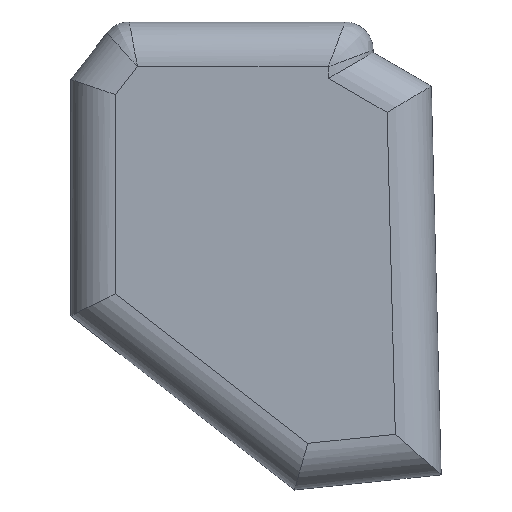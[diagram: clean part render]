
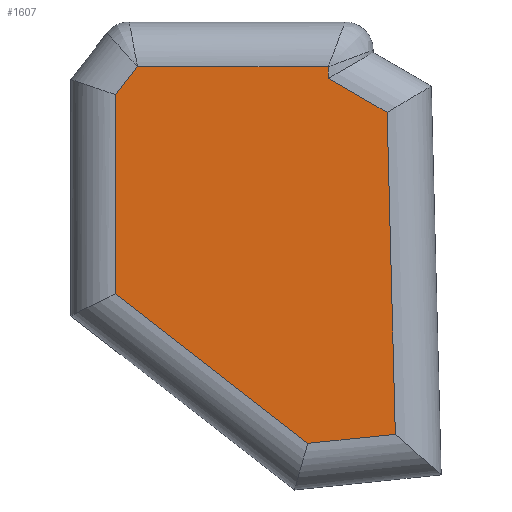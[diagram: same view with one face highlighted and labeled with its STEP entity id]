
A CAD part, top view. The second image highlights one B-rep face of the part: STEP entity #1607.
In plain terms, the highlighted planar face has unit normal (0, 0, 1).
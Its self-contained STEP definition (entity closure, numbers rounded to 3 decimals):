
#5 = CARTESIAN_POINT ( 'NONE',  ( 0., 0., 0. ) ) ;
#41 = CARTESIAN_POINT ( 'NONE',  ( -12.535, 0., 0. ) ) ;
#68 = DIRECTION ( 'NONE',  ( 0.995, 0.103, 0. ) ) ;
#89 = LINE ( 'NONE', #1139, #1185 ) ;
#108 = VECTOR ( 'NONE', #1216, 1000. ) ;
#118 = ORIENTED_EDGE ( 'NONE', *, *, #1881, .T. ) ;
#186 = FACE_OUTER_BOUND ( 'NONE', #188, .T. ) ;
#188 = EDGE_LOOP ( 'NONE', ( #449, #1922, #1408, #118, #1309, #1451, #1880, #378 ) ) ;
#189 = EDGE_CURVE ( 'NONE', #633, #1807, #89, .T. ) ;
#226 = LINE ( 'NONE', #812, #108 ) ;
#241 = EDGE_CURVE ( 'NONE', #1812, #1765, #516, .T. ) ;
#326 = CARTESIAN_POINT ( 'NONE',  ( 8.539, 14.744, 0. ) ) ;
#373 = LINE ( 'NONE', #969, #1916 ) ;
#378 = ORIENTED_EDGE ( 'NONE', *, *, #1109, .T. ) ;
#443 = CARTESIAN_POINT ( 'NONE',  ( 4.627, -16.65, 0. ) ) ;
#447 = PLANE ( 'NONE',  #1598 ) ;
#449 = ORIENTED_EDGE ( 'NONE', *, *, #855, .T. ) ;
#516 = LINE ( 'NONE', #1116, #971 ) ;
#633 = VERTEX_POINT ( 'NONE', #850 ) ;
#641 = DIRECTION ( 'NONE',  ( 0., -1., 0. ) ) ;
#713 = VECTOR ( 'NONE', #1373, 1000. ) ;
#723 = CARTESIAN_POINT ( 'NONE',  ( 12.441, -15.842, 0. ) ) ;
#771 = DIRECTION ( 'NONE',  ( -0.865, 0.501, 0. ) ) ;
#808 = VERTEX_POINT ( 'NONE', #1052 ) ;
#812 = CARTESIAN_POINT ( 'NONE',  ( 6.458, 0., 0. ) ) ;
#850 = CARTESIAN_POINT ( 'NONE',  ( 6.458, 16.985, 0. ) ) ;
#855 = EDGE_CURVE ( 'NONE', #1867, #1812, #1519, .T. ) ;
#911 = DIRECTION ( 'NONE',  ( 0., 0., 1. ) ) ;
#952 = VECTOR ( 'NONE', #641, 1000. ) ;
#969 = CARTESIAN_POINT ( 'NONE',  ( 12.03, 0.307, 0. ) ) ;
#971 = VECTOR ( 'NONE', #68, 1000. ) ;
#983 = CARTESIAN_POINT ( 'NONE',  ( -12.535, 14.483, 0. ) ) ;
#1042 = CARTESIAN_POINT ( 'NONE',  ( -14.825, 11.541, 0. ) ) ;
#1052 = CARTESIAN_POINT ( 'NONE',  ( 6.458, 15.949, 0. ) ) ;
#1084 = VECTOR ( 'NONE', #1946, 1000. ) ;
#1109 = EDGE_CURVE ( 'NONE', #1334, #1867, #1391, .T. ) ;
#1116 = CARTESIAN_POINT ( 'NONE',  ( 1.751, -16.947, 0. ) ) ;
#1134 = EDGE_CURVE ( 'NONE', #808, #633, #226, .T. ) ;
#1139 = CARTESIAN_POINT ( 'NONE',  ( -11.32, 16.985, 0. ) ) ;
#1185 = VECTOR ( 'NONE', #1725, 1000. ) ;
#1216 = DIRECTION ( 'NONE',  ( 0., 1., 0. ) ) ;
#1234 = DIRECTION ( 'NONE',  ( -0.025, 1., 0. ) ) ;
#1309 = ORIENTED_EDGE ( 'NONE', *, *, #1134, .T. ) ;
#1334 = VERTEX_POINT ( 'NONE', #983 ) ;
#1339 = LINE ( 'NONE', #1042, #1084 ) ;
#1373 = DIRECTION ( 'NONE',  ( 0.789, -0.614, 0. ) ) ;
#1384 = CARTESIAN_POINT ( 'NONE',  ( -6.324, -8.124, 0. ) ) ;
#1386 = DIRECTION ( 'NONE',  ( 1., 0., 0. ) ) ;
#1391 = LINE ( 'NONE', #41, #952 ) ;
#1402 = VECTOR ( 'NONE', #771, 1000. ) ;
#1408 = ORIENTED_EDGE ( 'NONE', *, *, #1424, .T. ) ;
#1424 = EDGE_CURVE ( 'NONE', #1765, #1590, #373, .T. ) ;
#1451 = ORIENTED_EDGE ( 'NONE', *, *, #189, .T. ) ;
#1500 = CARTESIAN_POINT ( 'NONE',  ( 11.708, 12.908, 0. ) ) ;
#1519 = LINE ( 'NONE', #1384, #713 ) ;
#1590 = VERTEX_POINT ( 'NONE', #1500 ) ;
#1598 = AXIS2_PLACEMENT_3D ( 'NONE', #5, #911, #1386 ) ;
#1607 = ADVANCED_FACE ( 'NONE', ( #186 ), #447, .T. ) ;
#1655 = CARTESIAN_POINT ( 'NONE',  ( -10.587, 16.985, 0. ) ) ;
#1677 = LINE ( 'NONE', #326, #1402 ) ;
#1725 = DIRECTION ( 'NONE',  ( -1., 0., 0. ) ) ;
#1765 = VERTEX_POINT ( 'NONE', #723 ) ;
#1777 = EDGE_CURVE ( 'NONE', #1807, #1334, #1339, .T. ) ;
#1807 = VERTEX_POINT ( 'NONE', #1655 ) ;
#1812 = VERTEX_POINT ( 'NONE', #443 ) ;
#1815 = CARTESIAN_POINT ( 'NONE',  ( -12.535, -3.289, 0. ) ) ;
#1867 = VERTEX_POINT ( 'NONE', #1815 ) ;
#1880 = ORIENTED_EDGE ( 'NONE', *, *, #1777, .T. ) ;
#1881 = EDGE_CURVE ( 'NONE', #1590, #808, #1677, .T. ) ;
#1916 = VECTOR ( 'NONE', #1234, 1000. ) ;
#1922 = ORIENTED_EDGE ( 'NONE', *, *, #241, .T. ) ;
#1946 = DIRECTION ( 'NONE',  ( -0.614, -0.789, 0. ) ) ;
